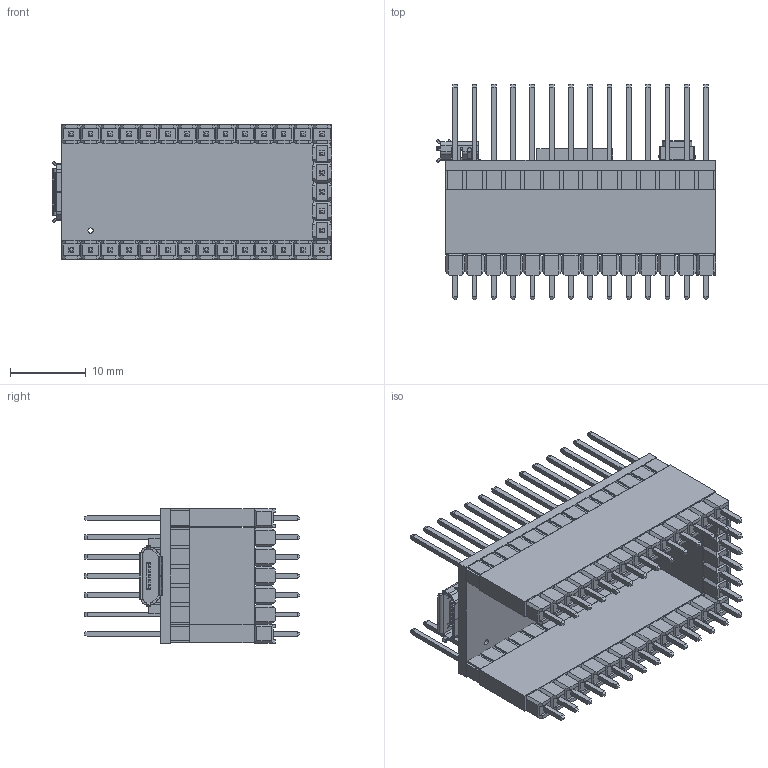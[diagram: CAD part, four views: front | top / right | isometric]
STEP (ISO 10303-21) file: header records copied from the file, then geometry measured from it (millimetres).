
FILE_DESCRIPTION(/* description */ (''),/* implementation_level */ '2;1');
FILE_NAME(/* name */ 'Teensy_4.0_Assembly.step',/* time_stamp */ '2021-01-02T00:21:58-08:00',/* author */ (''),/* organization */ (''),/* preprocessor_version */ 'ST-DEVELOPER v18.1',/* originating_system */ 'Autodesk Translation Framework v9.7.1.1290',/* authorisation */ '');
FILE_SCHEMA (('AUTOMOTIVE_DESIGN { 1 0 10303 214 3 1 1 }','INTEGRATED_CNC_SCHEMA','PROCESS_PLANNING_SCHEMA'));
Products named in the file (16): Teensy_4.0_Assembly; Teensy_4.0_PCB; Micro USB-B Female 5Pin SMD; NXP iMXRT1062; SKRPACE010 v4; Hdr Con Female Stackable X14; Hdr Con Female Stackable X14_1; Component1; Component2; Component3; Hdr Con Female Stackable X5; Component1_1; Component2_1; Component3_1; Pin Header 1x14 TH Pitch 2.54mm; Pin Header 1x5 TH Pitch 2.54mm
Assembly tree (19 placements, depth 3):
  Teensy_4.0_Assembly
    Teensy_4.0_PCB
    Micro USB-B Female 5Pin SMD
    NXP iMXRT1062
    SKRPACE010 v4
    Hdr Con Female Stackable X14
      Component1
      Component2
      Component3
    Hdr Con Female Stackable X14_1
      Component1
      Component2
      Component3
    Hdr Con Female Stackable X5
      Component1_1
      Component2_1
      Component3_1
    Pin Header 1x14 TH Pitch 2.54mm  x2
    Pin Header 1x5 TH Pitch 2.54mm
Bounding box: 36.78 x 28.35 x 17.76 mm (x, y, z)
Volume: 3301.1 mm3; surface area: 10940.5 mm2
Topology: 82 solids, 115 shells, 3374 faces, 9095 edges, 5912 vertices
Faces by surface type: plane 3046, cylinder 305, bspline 17, torus 6
Full cylindrical faces by diameter (mm): 0.7 x34
Entity records: 69886 total; most frequent: CARTESIAN_POINT 12424, ORIENTED_EDGE 11958, DIRECTION 11213, EDGE_CURVE 6047, LINE 5371, VECTOR 5371, VERTEX_POINT 3936, AXIS2_PLACEMENT_3D 2921
